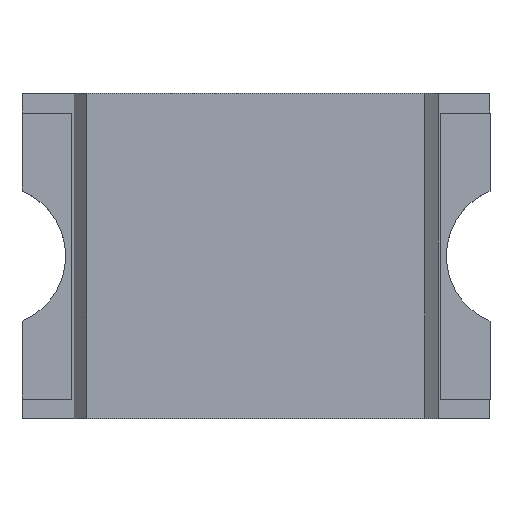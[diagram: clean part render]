
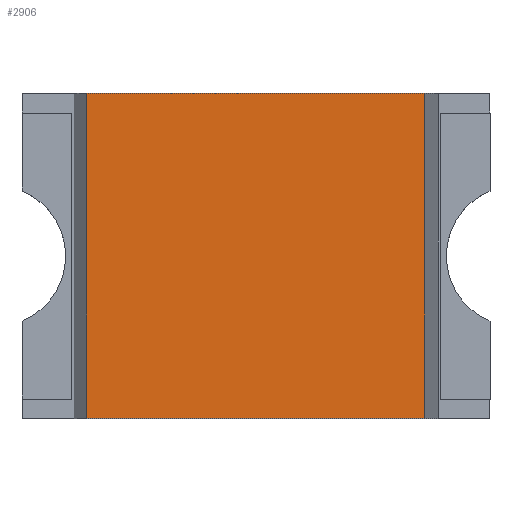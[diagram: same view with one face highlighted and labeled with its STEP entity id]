
A CAD part, top view. The second image highlights one B-rep face of the part: STEP entity #2906.
In plain terms, the highlighted planar face has unit normal (0, 0, 1).
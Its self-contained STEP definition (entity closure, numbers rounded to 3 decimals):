
#2525 = PLANE('',#2526);
#2526 = AXIS2_PLACEMENT_3D('',#2527,#2528,#2529);
#2527 = CARTESIAN_POINT('',(-0.7,2.111,0.302));
#2528 = DIRECTION('',(-0.995,0.,
    0.1));
#2529 = DIRECTION('',(0.1,0.,0.995
    ));
#2553 = PLANE('',#2554);
#2554 = AXIS2_PLACEMENT_3D('',#2555,#2556,#2557);
#2555 = CARTESIAN_POINT('',(-0.899,0.625,0.001));
#2556 = DIRECTION('',(0.,1.,0.));
#2557 = DIRECTION('',(-1.,0.,0.));
#2581 = PLANE('',#2582);
#2582 = AXIS2_PLACEMENT_3D('',#2583,#2584,#2585);
#2583 = CARTESIAN_POINT('',(0.65,2.111,0.801));
#2584 = DIRECTION('',(0.995,0.,0.1)
  );
#2585 = DIRECTION('',(0.1,0.,
    -0.995));
#2607 = PLANE('',#2608);
#2608 = AXIS2_PLACEMENT_3D('',#2609,#2610,#2611);
#2609 = CARTESIAN_POINT('',(-0.5,-0.625,0.));
#2610 = DIRECTION('',(0.,1.,0.));
#2611 = DIRECTION('',(-1.,0.,0.));
#2737 = VERTEX_POINT('',#2738);
#2738 = CARTESIAN_POINT('',(-0.65,0.625,0.801));
#2759 = EDGE_CURVE('',#2760,#2737,#2762,.T.);
#2760 = VERTEX_POINT('',#2761);
#2761 = CARTESIAN_POINT('',(0.65,0.625,0.801));
#2762 = SURFACE_CURVE('',#2763,(#2767,#2774),.PCURVE_S1.);
#2763 = LINE('',#2764,#2765);
#2764 = CARTESIAN_POINT('',(-0.65,0.625,0.801));
#2765 = VECTOR('',#2766,1.);
#2766 = DIRECTION('',(-1.,0.,0.));
#2767 = PCURVE('',#2553,#2768);
#2768 = DEFINITIONAL_REPRESENTATION('',(#2769),#2773);
#2769 = LINE('',#2770,#2771);
#2770 = CARTESIAN_POINT('',(-0.249,0.8));
#2771 = VECTOR('',#2772,1.);
#2772 = DIRECTION('',(1.,0.));
#2773 = ( GEOMETRIC_REPRESENTATION_CONTEXT(2) 
PARAMETRIC_REPRESENTATION_CONTEXT() REPRESENTATION_CONTEXT('2D SPACE',''
  ) );
#2774 = PCURVE('',#2775,#2780);
#2775 = PLANE('',#2776);
#2776 = AXIS2_PLACEMENT_3D('',#2777,#2778,#2779);
#2777 = CARTESIAN_POINT('',(-0.65,2.111,0.801));
#2778 = DIRECTION('',(0.,0.,1.));
#2779 = DIRECTION('',(1.,0.,0.));
#2780 = DEFINITIONAL_REPRESENTATION('',(#2781),#2785);
#2781 = LINE('',#2782,#2783);
#2782 = CARTESIAN_POINT('',(0.,-1.486));
#2783 = VECTOR('',#2784,1.);
#2784 = DIRECTION('',(-1.,0.));
#2785 = ( GEOMETRIC_REPRESENTATION_CONTEXT(2) 
PARAMETRIC_REPRESENTATION_CONTEXT() REPRESENTATION_CONTEXT('2D SPACE',''
  ) );
#2813 = VERTEX_POINT('',#2814);
#2814 = CARTESIAN_POINT('',(-0.65,-0.625,0.801));
#2837 = VERTEX_POINT('',#2838);
#2838 = CARTESIAN_POINT('',(0.65,-0.625,0.801));
#2859 = EDGE_CURVE('',#2837,#2813,#2860,.T.);
#2860 = SURFACE_CURVE('',#2861,(#2865,#2872),.PCURVE_S1.);
#2861 = LINE('',#2862,#2863);
#2862 = CARTESIAN_POINT('',(-0.65,-0.625,0.801));
#2863 = VECTOR('',#2864,1.);
#2864 = DIRECTION('',(-1.,0.,0.));
#2865 = PCURVE('',#2607,#2866);
#2866 = DEFINITIONAL_REPRESENTATION('',(#2867),#2871);
#2867 = LINE('',#2868,#2869);
#2868 = CARTESIAN_POINT('',(0.15,0.801));
#2869 = VECTOR('',#2870,1.);
#2870 = DIRECTION('',(1.,0.));
#2871 = ( GEOMETRIC_REPRESENTATION_CONTEXT(2) 
PARAMETRIC_REPRESENTATION_CONTEXT() REPRESENTATION_CONTEXT('2D SPACE',''
  ) );
#2872 = PCURVE('',#2775,#2873);
#2873 = DEFINITIONAL_REPRESENTATION('',(#2874),#2878);
#2874 = LINE('',#2875,#2876);
#2875 = CARTESIAN_POINT('',(0.,-2.736));
#2876 = VECTOR('',#2877,1.);
#2877 = DIRECTION('',(-1.,0.));
#2878 = ( GEOMETRIC_REPRESENTATION_CONTEXT(2) 
PARAMETRIC_REPRESENTATION_CONTEXT() REPRESENTATION_CONTEXT('2D SPACE',''
  ) );
#2885 = EDGE_CURVE('',#2760,#2837,#2886,.T.);
#2886 = SURFACE_CURVE('',#2887,(#2891,#2898),.PCURVE_S1.);
#2887 = LINE('',#2888,#2889);
#2888 = CARTESIAN_POINT('',(0.65,2.111,0.801));
#2889 = VECTOR('',#2890,1.);
#2890 = DIRECTION('',(0.,-1.,0.));
#2891 = PCURVE('',#2581,#2892);
#2892 = DEFINITIONAL_REPRESENTATION('',(#2893),#2897);
#2893 = LINE('',#2894,#2895);
#2894 = CARTESIAN_POINT('',(0.,0.));
#2895 = VECTOR('',#2896,1.);
#2896 = DIRECTION('',(0.,-1.));
#2897 = ( GEOMETRIC_REPRESENTATION_CONTEXT(2) 
PARAMETRIC_REPRESENTATION_CONTEXT() REPRESENTATION_CONTEXT('2D SPACE',''
  ) );
#2898 = PCURVE('',#2775,#2899);
#2899 = DEFINITIONAL_REPRESENTATION('',(#2900),#2904);
#2900 = LINE('',#2901,#2902);
#2901 = CARTESIAN_POINT('',(1.3,0.));
#2902 = VECTOR('',#2903,1.);
#2903 = DIRECTION('',(0.,-1.));
#2904 = ( GEOMETRIC_REPRESENTATION_CONTEXT(2) 
PARAMETRIC_REPRESENTATION_CONTEXT() REPRESENTATION_CONTEXT('2D SPACE',''
  ) );
#2906 = ADVANCED_FACE('',(#2907),#2775,.T.);
#2907 = FACE_BOUND('',#2908,.T.);
#2908 = EDGE_LOOP('',(#2909,#2910,#2911,#2932));
#2909 = ORIENTED_EDGE('',*,*,#2885,.F.);
#2910 = ORIENTED_EDGE('',*,*,#2759,.T.);
#2911 = ORIENTED_EDGE('',*,*,#2912,.T.);
#2912 = EDGE_CURVE('',#2737,#2813,#2913,.T.);
#2913 = SURFACE_CURVE('',#2914,(#2918,#2925),.PCURVE_S1.);
#2914 = LINE('',#2915,#2916);
#2915 = CARTESIAN_POINT('',(-0.65,2.111,0.801));
#2916 = VECTOR('',#2917,1.);
#2917 = DIRECTION('',(0.,-1.,0.));
#2918 = PCURVE('',#2775,#2919);
#2919 = DEFINITIONAL_REPRESENTATION('',(#2920),#2924);
#2920 = LINE('',#2921,#2922);
#2921 = CARTESIAN_POINT('',(0.,0.));
#2922 = VECTOR('',#2923,1.);
#2923 = DIRECTION('',(0.,-1.));
#2924 = ( GEOMETRIC_REPRESENTATION_CONTEXT(2) 
PARAMETRIC_REPRESENTATION_CONTEXT() REPRESENTATION_CONTEXT('2D SPACE',''
  ) );
#2925 = PCURVE('',#2525,#2926);
#2926 = DEFINITIONAL_REPRESENTATION('',(#2927),#2931);
#2927 = LINE('',#2928,#2929);
#2928 = CARTESIAN_POINT('',(0.501,0.));
#2929 = VECTOR('',#2930,1.);
#2930 = DIRECTION('',(0.,-1.));
#2931 = ( GEOMETRIC_REPRESENTATION_CONTEXT(2) 
PARAMETRIC_REPRESENTATION_CONTEXT() REPRESENTATION_CONTEXT('2D SPACE',''
  ) );
#2932 = ORIENTED_EDGE('',*,*,#2859,.F.);
